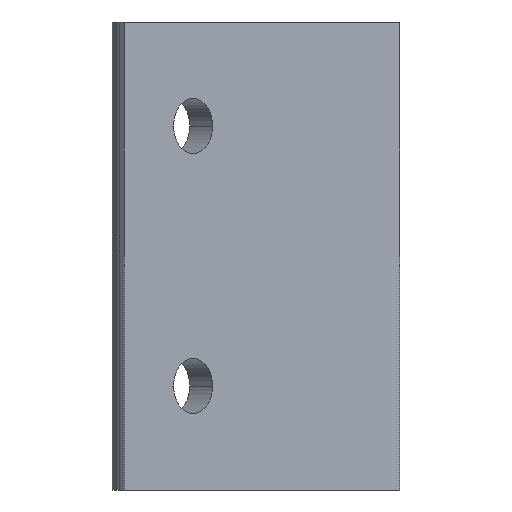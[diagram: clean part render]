
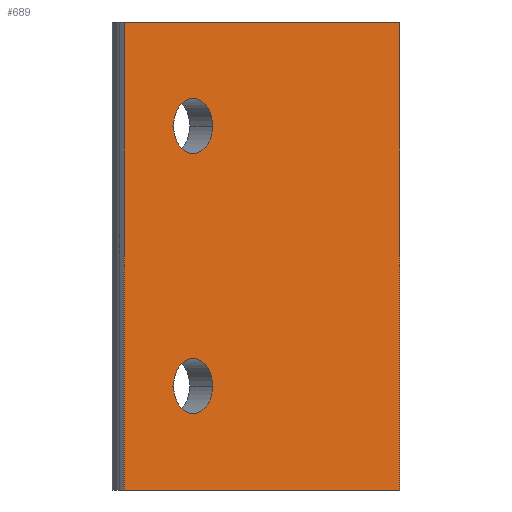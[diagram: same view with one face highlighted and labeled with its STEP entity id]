
A CAD part, left-side view. The second image highlights one B-rep face of the part: STEP entity #689.
In plain terms, the highlighted planar face has unit normal (-0.707, -0.707, 0).
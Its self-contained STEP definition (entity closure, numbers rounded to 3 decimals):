
#13 = EDGE_CURVE ( 'NONE', #196, #920, #394, .T. ) ;
#18 = EDGE_CURVE ( 'NONE', #95, #380, #701, .T. ) ;
#27 = LINE ( 'NONE', #307, #510 ) ;
#44 = CARTESIAN_POINT ( 'NONE',  ( 0., 0., 36. ) ) ;
#53 = ORIENTED_EDGE ( 'NONE', *, *, #13, .F. ) ;
#69 = EDGE_CURVE ( 'NONE', #552, #174, #300, .T. ) ;
#87 = AXIS2_PLACEMENT_3D ( 'NONE', #924, #432, #267 ) ;
#88 = CARTESIAN_POINT ( 'NONE',  ( -34.825, 34.825, 20. ) ) ;
#95 = VERTEX_POINT ( 'NONE', #378 ) ;
#96 = EDGE_CURVE ( 'NONE', #174, #552, #385, .T. ) ;
#100 = CARTESIAN_POINT ( 'NONE',  ( -31.82, 31.82, -20. ) ) ;
#103 = VECTOR ( 'NONE', #372, 1000. ) ;
#106 = DIRECTION ( 'NONE',  ( -0.707, -0.707, 0. ) ) ;
#115 = ORIENTED_EDGE ( 'NONE', *, *, #125, .F. ) ;
#116 = DIRECTION ( 'NONE',  ( -0.707, -0.707, 0. ) ) ;
#117 = LINE ( 'NONE', #256, #136 ) ;
#125 = EDGE_CURVE ( 'NONE', #252, #95, #27, .T. ) ;
#129 = FACE_OUTER_BOUND ( 'NONE', #692, .T. ) ;
#136 = VECTOR ( 'NONE', #266, 1000. ) ;
#173 = CARTESIAN_POINT ( 'NONE',  ( -31.82, 31.82, -20. ) ) ;
#174 = VERTEX_POINT ( 'NONE', #248 ) ;
#175 = CIRCLE ( 'NONE', #719, 4.25 ) ;
#196 = VERTEX_POINT ( 'NONE', #854 ) ;
#248 = CARTESIAN_POINT ( 'NONE',  ( -34.825, 34.825, -20. ) ) ;
#252 = VERTEX_POINT ( 'NONE', #542 ) ;
#256 = CARTESIAN_POINT ( 'NONE',  ( 0., 0., -36. ) ) ;
#266 = DIRECTION ( 'NONE',  ( 0.707, -0.707, 0. ) ) ;
#267 = DIRECTION ( 'NONE',  ( -0.707, 0.707, 0. ) ) ;
#280 = EDGE_CURVE ( 'NONE', #828, #380, #117, .T. ) ;
#300 = CIRCLE ( 'NONE', #843, 4.25 ) ;
#305 = LINE ( 'NONE', #447, #103 ) ;
#307 = CARTESIAN_POINT ( 'NONE',  ( 0., 0., 36. ) ) ;
#330 = EDGE_LOOP ( 'NONE', ( #53, #705 ) ) ;
#332 = DIRECTION ( 'NONE',  ( 0., 0., -1. ) ) ;
#351 = CARTESIAN_POINT ( 'NONE',  ( 0., 0., -36. ) ) ;
#368 = PLANE ( 'NONE',  #87 ) ;
#372 = DIRECTION ( 'NONE',  ( 0., 0., -1. ) ) ;
#378 = CARTESIAN_POINT ( 'NONE',  ( 0., 0., 36. ) ) ;
#380 = VERTEX_POINT ( 'NONE', #351 ) ;
#385 = CIRCLE ( 'NONE', #589, 4.25 ) ;
#394 = CIRCLE ( 'NONE', #884, 4.25 ) ;
#402 = DIRECTION ( 'NONE',  ( 0.707, -0.707, 0. ) ) ;
#432 = DIRECTION ( 'NONE',  ( 0.707, 0.707, 0. ) ) ;
#439 = FACE_BOUND ( 'NONE', #557, .T. ) ;
#447 = CARTESIAN_POINT ( 'NONE',  ( -42.426, 42.426, 36. ) ) ;
#454 = CARTESIAN_POINT ( 'NONE',  ( -28.815, 28.815, -20. ) ) ;
#508 = CARTESIAN_POINT ( 'NONE',  ( -42.426, 42.426, -36. ) ) ;
#510 = VECTOR ( 'NONE', #695, 1000. ) ;
#514 = EDGE_CURVE ( 'NONE', #920, #196, #175, .T. ) ;
#516 = FACE_BOUND ( 'NONE', #330, .T. ) ;
#542 = CARTESIAN_POINT ( 'NONE',  ( -42.426, 42.426, 36. ) ) ;
#552 = VERTEX_POINT ( 'NONE', #454 ) ;
#557 = EDGE_LOOP ( 'NONE', ( #717, #580 ) ) ;
#580 = ORIENTED_EDGE ( 'NONE', *, *, #96, .F. ) ;
#589 = AXIS2_PLACEMENT_3D ( 'NONE', #100, #106, #747 ) ;
#600 = DIRECTION ( 'NONE',  ( -0.707, -0.707, 0. ) ) ;
#672 = DIRECTION ( 'NONE',  ( 0.707, -0.707, 0. ) ) ;
#689 = ADVANCED_FACE ( 'NONE', ( #439, #516, #129 ), #368, .F. ) ;
#692 = EDGE_LOOP ( 'NONE', ( #759, #736, #115, #694 ) ) ;
#694 = ORIENTED_EDGE ( 'NONE', *, *, #944, .T. ) ;
#695 = DIRECTION ( 'NONE',  ( 0.707, -0.707, 0. ) ) ;
#701 = LINE ( 'NONE', #44, #810 ) ;
#705 = ORIENTED_EDGE ( 'NONE', *, *, #514, .F. ) ;
#717 = ORIENTED_EDGE ( 'NONE', *, *, #69, .F. ) ;
#719 = AXIS2_PLACEMENT_3D ( 'NONE', #814, #600, #672 ) ;
#736 = ORIENTED_EDGE ( 'NONE', *, *, #18, .F. ) ;
#747 = DIRECTION ( 'NONE',  ( 0.707, -0.707, 0. ) ) ;
#759 = ORIENTED_EDGE ( 'NONE', *, *, #280, .T. ) ;
#774 = CARTESIAN_POINT ( 'NONE',  ( -31.82, 31.82, 20. ) ) ;
#810 = VECTOR ( 'NONE', #332, 1000. ) ;
#814 = CARTESIAN_POINT ( 'NONE',  ( -31.82, 31.82, 20. ) ) ;
#828 = VERTEX_POINT ( 'NONE', #508 ) ;
#832 = DIRECTION ( 'NONE',  ( -0.707, -0.707, 0. ) ) ;
#843 = AXIS2_PLACEMENT_3D ( 'NONE', #173, #832, #890 ) ;
#854 = CARTESIAN_POINT ( 'NONE',  ( -28.815, 28.815, 20. ) ) ;
#884 = AXIS2_PLACEMENT_3D ( 'NONE', #774, #116, #402 ) ;
#890 = DIRECTION ( 'NONE',  ( 0.707, -0.707, 0. ) ) ;
#920 = VERTEX_POINT ( 'NONE', #88 ) ;
#924 = CARTESIAN_POINT ( 'NONE',  ( 0., 0., 36. ) ) ;
#944 = EDGE_CURVE ( 'NONE', #252, #828, #305, .T. ) ;
